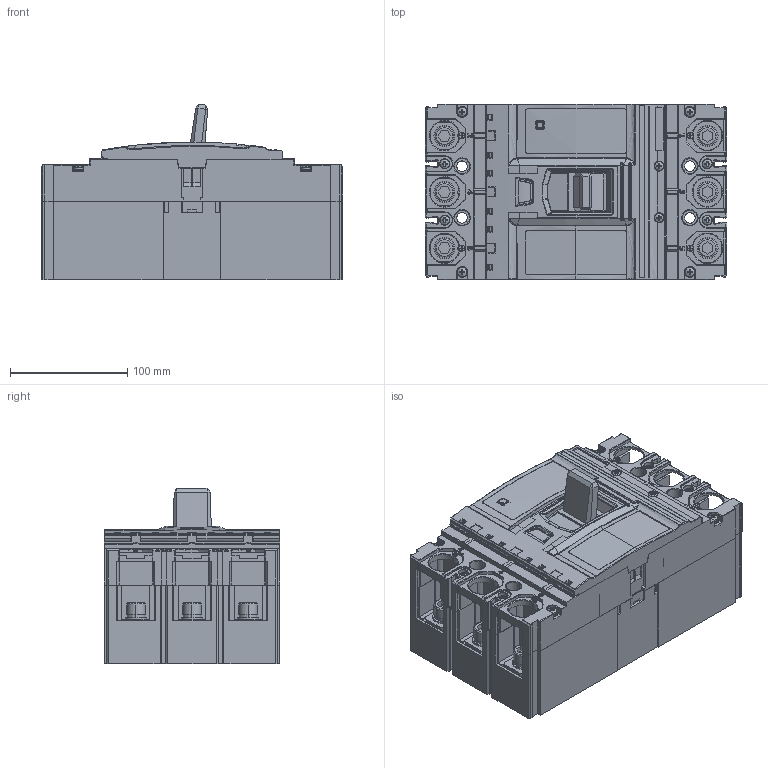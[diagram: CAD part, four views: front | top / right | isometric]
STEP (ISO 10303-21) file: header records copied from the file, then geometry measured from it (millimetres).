
FILE_DESCRIPTION (( 'STEP AP214' ), '1' );
FILE_NAME ('400 3P - 37.STEP', '2020-03-02T06:44:32', ( '' ), ( '' ), 'SwSTEP 2.0', 'SolidWorks 2017', '' );
FILE_SCHEMA (( 'AUTOMOTIVE_DESIGN' ));
Length unit declared in the file: millimetre
Products named in the file (1): 400 3P - 37
Bounding box: 257 x 149.6 x 149.45 mm (x, y, z)
Volume: 3402346.4 mm3; surface area: 595616.1 mm2
Topology: 2 solids, 110 shells, 5295 faces, 14189 edges, 9237 vertices
Faces by surface type: plane 3430, cylinder 1249, bspline 527, cone 74, torus 15
Entity records: 252209 total; most frequent: CARTESIAN_POINT 72558, ORIENTED_EDGE 28286, DIRECTION 21258, EDGE_CURVE 14143, VERTEX_POINT 9237, VECTOR 8708, LINE 8708, AXIS2_PLACEMENT_3D 6275
